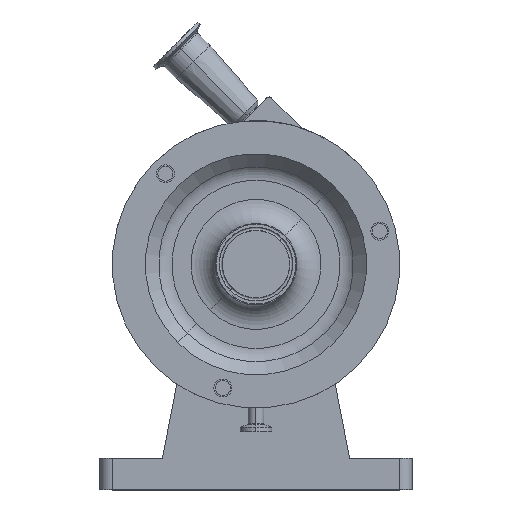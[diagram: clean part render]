
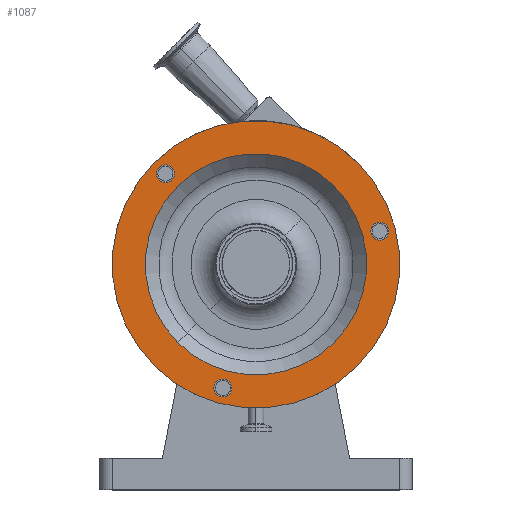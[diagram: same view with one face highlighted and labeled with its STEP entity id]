
A CAD part, top view. The second image highlights one B-rep face of the part: STEP entity #1087.
In plain terms, the highlighted planar face has unit normal (0, 0, 1).
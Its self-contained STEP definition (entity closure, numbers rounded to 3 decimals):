
#817 = EDGE_CURVE ( 'NONE', #8559, #8560, #3623, .T. ) ;
#925 = EDGE_LOOP ( 'NONE', ( #1051, #1146 ) ) ;
#938 = EDGE_LOOP ( 'NONE', ( #949, #1054 ) ) ;
#939 = ORIENTED_EDGE ( 'NONE', *, *, #1033, .F. ) ;
#940 = ORIENTED_EDGE ( 'NONE', *, *, #8597, .F. ) ;
#948 = EDGE_LOOP ( 'NONE', ( #939, #940 ) ) ;
#949 = ORIENTED_EDGE ( 'NONE', *, *, #817, .F. ) ;
#971 = ORIENTED_EDGE ( 'NONE', *, *, #8405, .T. ) ;
#972 = ORIENTED_EDGE ( 'NONE', *, *, #8408, .F. ) ;
#973 = EDGE_LOOP ( 'NONE', ( #1001, #972 ) ) ;
#1001 = ORIENTED_EDGE ( 'NONE', *, *, #2031, .F. ) ;
#1031 = EDGE_LOOP ( 'NONE', ( #971, #1095 ) ) ;
#1032 = EDGE_CURVE ( 'NONE', #8577, #8576, #4278, .T. ) ;
#1033 = EDGE_CURVE ( 'NONE', #8553, #8494, #4283, .T. ) ;
#1051 = ORIENTED_EDGE ( 'NONE', *, *, #2037, .F. ) ;
#1054 = ORIENTED_EDGE ( 'NONE', *, *, #8501, .F. ) ;
#1087 = ADVANCED_FACE ( 'NONE', ( #4205, #4212, #4200, #4199, #4198 ), #4197, .F. ) ;
#1095 = ORIENTED_EDGE ( 'NONE', *, *, #1032, .T. ) ;
#1146 = ORIENTED_EDGE ( 'NONE', *, *, #8589, .F. ) ;
#2031 = EDGE_CURVE ( 'NONE', #8385, #8384, #5838, .T. ) ;
#2037 = EDGE_CURVE ( 'NONE', #8564, #8460, #5825, .T. ) ;
#3623 = CIRCLE ( 'NONE', #3645, 7.144 ) ;
#3643 = DIRECTION ( 'NONE',  ( 0.707, 0.707, 0. ) ) ;
#3644 = DIRECTION ( 'NONE',  ( 0., 0., 1. ) ) ;
#3645 = AXIS2_PLACEMENT_3D ( 'NONE', #3688, #3644, #3643 ) ;
#3688 = CARTESIAN_POINT ( 'NONE',  ( -26.529, -99.007, 194. ) ) ;
#4157 = DIRECTION ( 'NONE',  ( 0.707, 0.707, 0. ) ) ;
#4158 = DIRECTION ( 'NONE',  ( 0., 0., 1. ) ) ;
#4159 = AXIS2_PLACEMENT_3D ( 'NONE', #4281, #4158, #4157 ) ;
#4186 = DIRECTION ( 'NONE',  ( -0.707, -0.707, 0. ) ) ;
#4187 = DIRECTION ( 'NONE',  ( 0., 0., -1. ) ) ;
#4188 = CARTESIAN_POINT ( 'NONE',  ( -22.627, 22.627, 194. ) ) ;
#4197 = PLANE ( 'NONE',  #4211 ) ;
#4198 = FACE_BOUND ( 'NONE', #973, .T. ) ;
#4199 = FACE_OUTER_BOUND ( 'NONE', #1031, .T. ) ;
#4200 = FACE_BOUND ( 'NONE', #925, .T. ) ;
#4205 = FACE_BOUND ( 'NONE', #948, .T. ) ;
#4211 = AXIS2_PLACEMENT_3D ( 'NONE', #4188, #4187, #4186 ) ;
#4212 = FACE_BOUND ( 'NONE', #938, .T. ) ;
#4275 = DIRECTION ( 'NONE',  ( 0.707, 0.707, 0. ) ) ;
#4276 = DIRECTION ( 'NONE',  ( 0., 0., 1. ) ) ;
#4277 = AXIS2_PLACEMENT_3D ( 'NONE', #4280, #4276, #4275 ) ;
#4278 = CIRCLE ( 'NONE', #4277, 115. ) ;
#4280 = CARTESIAN_POINT ( 'NONE',  ( 0., 0., 194. ) ) ;
#4281 = CARTESIAN_POINT ( 'NONE',  ( 99.007, 26.529, 194. ) ) ;
#4283 = CIRCLE ( 'NONE', #4159, 7.144 ) ;
#5706 = DIRECTION ( 'NONE',  ( 0.707, 0.707, 0. ) ) ;
#5707 = DIRECTION ( 'NONE',  ( 0., 0., 1. ) ) ;
#5708 = CARTESIAN_POINT ( 'NONE',  ( -72.478, 72.478, 194. ) ) ;
#5709 = AXIS2_PLACEMENT_3D ( 'NONE', #5708, #5707, #5706 ) ;
#5825 = CIRCLE ( 'NONE', #5709, 7.144 ) ;
#5827 = DIRECTION ( 'NONE',  ( 0.707, 0.707, 0. ) ) ;
#5828 = DIRECTION ( 'NONE',  ( 0., 0., 1. ) ) ;
#5829 = AXIS2_PLACEMENT_3D ( 'NONE', #5836, #5828, #5827 ) ;
#5836 = CARTESIAN_POINT ( 'NONE',  ( 0., 0., 194. ) ) ;
#5838 = CIRCLE ( 'NONE', #5829, 88.5 ) ;
#6586 = CARTESIAN_POINT ( 'NONE',  ( 62.579, 62.579, 194. ) ) ;
#6617 = DIRECTION ( 'NONE',  ( 0.707, 0.707, 0. ) ) ;
#6618 = DIRECTION ( 'NONE',  ( 0., 0., 1. ) ) ;
#6619 = AXIS2_PLACEMENT_3D ( 'NONE', #6717, #6618, #6617 ) ;
#6623 = DIRECTION ( 'NONE',  ( 0.707, 0.707, 0. ) ) ;
#6657 = CIRCLE ( 'NONE', #6719, 115. ) ;
#6703 = CARTESIAN_POINT ( 'NONE',  ( -62.579, -62.579, 194. ) ) ;
#6712 = DIRECTION ( 'NONE',  ( 0., 0., 1. ) ) ;
#6713 = CARTESIAN_POINT ( 'NONE',  ( 0., 0., 194. ) ) ;
#6714 = CIRCLE ( 'NONE', #6619, 88.5 ) ;
#6717 = CARTESIAN_POINT ( 'NONE',  ( 0., 0., 194. ) ) ;
#6719 = AXIS2_PLACEMENT_3D ( 'NONE', #6713, #6712, #6623 ) ;
#6749 = CARTESIAN_POINT ( 'NONE',  ( -77.53, 67.427, 194. ) ) ;
#6760 = DIRECTION ( 'NONE',  ( 0.707, 0.707, 0. ) ) ;
#6761 = DIRECTION ( 'NONE',  ( 0., 0., 1. ) ) ;
#6762 = AXIS2_PLACEMENT_3D ( 'NONE', #6866, #6761, #6760 ) ;
#6765 = CIRCLE ( 'NONE', #6762, 7.144 ) ;
#6866 = CARTESIAN_POINT ( 'NONE',  ( -26.529, -99.007, 194. ) ) ;
#6875 = CARTESIAN_POINT ( 'NONE',  ( 93.956, 21.478, 194. ) ) ;
#6919 = CIRCLE ( 'NONE', #7130, 7.144 ) ;
#6930 = CARTESIAN_POINT ( 'NONE',  ( -81.317, -81.317, 194. ) ) ;
#6931 = CARTESIAN_POINT ( 'NONE',  ( 81.317, 81.317, 194. ) ) ;
#7059 = DIRECTION ( 'NONE',  ( 0.707, 0.707, 0. ) ) ;
#7060 = DIRECTION ( 'NONE',  ( 0., 0., 1. ) ) ;
#7061 = CARTESIAN_POINT ( 'NONE',  ( 99.007, 26.529, 194. ) ) ;
#7070 = CARTESIAN_POINT ( 'NONE',  ( -67.427, 77.53, 194. ) ) ;
#7075 = CARTESIAN_POINT ( 'NONE',  ( -21.478, -93.956, 194. ) ) ;
#7080 = CARTESIAN_POINT ( 'NONE',  ( -31.58, -104.059, 194. ) ) ;
#7081 = CARTESIAN_POINT ( 'NONE',  ( 104.059, 31.58, 194. ) ) ;
#7122 = AXIS2_PLACEMENT_3D ( 'NONE', #7061, #7060, #7059 ) ;
#7127 = CIRCLE ( 'NONE', #7122, 7.144 ) ;
#7129 = DIRECTION ( 'NONE',  ( 0.707, 0.707, 0. ) ) ;
#7130 = AXIS2_PLACEMENT_3D ( 'NONE', #7133, #7136, #7129 ) ;
#7133 = CARTESIAN_POINT ( 'NONE',  ( -72.478, 72.478, 194. ) ) ;
#7136 = DIRECTION ( 'NONE',  ( 0., 0., 1. ) ) ;
#8384 = VERTEX_POINT ( 'NONE', #6703 ) ;
#8385 = VERTEX_POINT ( 'NONE', #6586 ) ;
#8405 = EDGE_CURVE ( 'NONE', #8576, #8577, #6657, .T. ) ;
#8408 = EDGE_CURVE ( 'NONE', #8384, #8385, #6714, .T. ) ;
#8460 = VERTEX_POINT ( 'NONE', #6749 ) ;
#8494 = VERTEX_POINT ( 'NONE', #6875 ) ;
#8501 = EDGE_CURVE ( 'NONE', #8560, #8559, #6765, .T. ) ;
#8553 = VERTEX_POINT ( 'NONE', #7081 ) ;
#8559 = VERTEX_POINT ( 'NONE', #7075 ) ;
#8560 = VERTEX_POINT ( 'NONE', #7080 ) ;
#8564 = VERTEX_POINT ( 'NONE', #7070 ) ;
#8576 = VERTEX_POINT ( 'NONE', #6931 ) ;
#8577 = VERTEX_POINT ( 'NONE', #6930 ) ;
#8589 = EDGE_CURVE ( 'NONE', #8460, #8564, #6919, .T. ) ;
#8597 = EDGE_CURVE ( 'NONE', #8494, #8553, #7127, .T. ) ;
